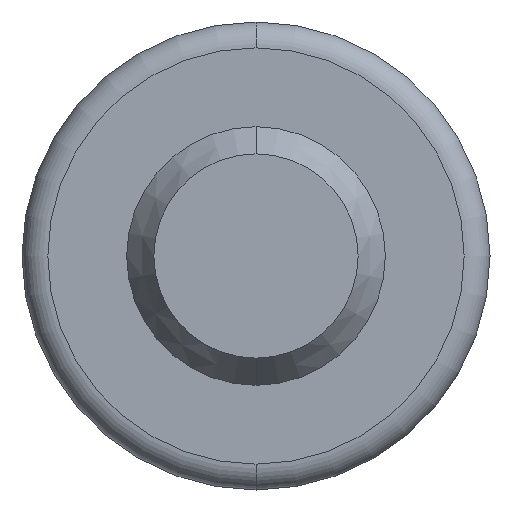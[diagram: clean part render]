
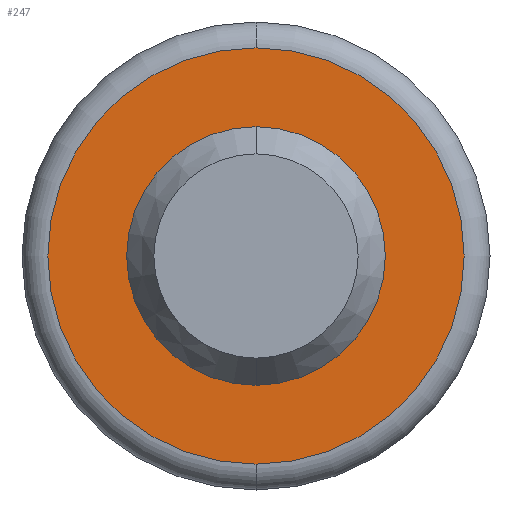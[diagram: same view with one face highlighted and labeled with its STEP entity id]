
A CAD part, front view. The second image highlights one B-rep face of the part: STEP entity #247.
In plain terms, the highlighted planar face has unit normal (0, -1, 0).
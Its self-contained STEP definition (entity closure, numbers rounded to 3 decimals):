
#63 = ORIENTED_EDGE ( 'NONE', *, *, #526, .F. ) ;
#103 = DIRECTION ( 'NONE',  ( 0., 1., 0. ) ) ;
#159 = ORIENTED_EDGE ( 'NONE', *, *, #217, .T. ) ;
#160 = CIRCLE ( 'NONE', #394, 1.61 ) ;
#193 = CARTESIAN_POINT ( 'NONE',  ( 0., 0., 0. ) ) ;
#202 = CARTESIAN_POINT ( 'NONE',  ( 0., 0., 0. ) ) ;
#217 = EDGE_CURVE ( 'NONE', #1380, #846, #160, .T. ) ;
#237 = FACE_OUTER_BOUND ( 'NONE', #465, .T. ) ;
#247 = ADVANCED_FACE ( 'NONE', ( #237, #1105 ), #571, .F. ) ;
#273 = CIRCLE ( 'NONE', #321, 1.61 ) ;
#321 = AXIS2_PLACEMENT_3D ( 'NONE', #1266, #800, #1240 ) ;
#350 = DIRECTION ( 'NONE',  ( 0., 0., -1. ) ) ;
#394 = AXIS2_PLACEMENT_3D ( 'NONE', #202, #1074, #1083 ) ;
#446 = DIRECTION ( 'NONE',  ( 0., -1., 0. ) ) ;
#456 = AXIS2_PLACEMENT_3D ( 'NONE', #1133, #103, #995 ) ;
#465 = EDGE_LOOP ( 'NONE', ( #159, #471 ) ) ;
#469 = VERTEX_POINT ( 'NONE', #787 ) ;
#471 = ORIENTED_EDGE ( 'NONE', *, *, #1028, .T. ) ;
#505 = CARTESIAN_POINT ( 'NONE',  ( 0., 0., 1. ) ) ;
#516 = CARTESIAN_POINT ( 'NONE',  ( 0., 0., 1.61 ) ) ;
#526 = EDGE_CURVE ( 'NONE', #1280, #469, #899, .T. ) ;
#571 = PLANE ( 'NONE',  #456 ) ;
#701 = AXIS2_PLACEMENT_3D ( 'NONE', #193, #860, #976 ) ;
#787 = CARTESIAN_POINT ( 'NONE',  ( 0., 0., -1. ) ) ;
#800 = DIRECTION ( 'NONE',  ( 0., -1., 0. ) ) ;
#846 = VERTEX_POINT ( 'NONE', #979 ) ;
#860 = DIRECTION ( 'NONE',  ( 0., -1., 0. ) ) ;
#899 = CIRCLE ( 'NONE', #1344, 1. ) ;
#976 = DIRECTION ( 'NONE',  ( 0., 0., -1. ) ) ;
#979 = CARTESIAN_POINT ( 'NONE',  ( 0., 0., -1.61 ) ) ;
#995 = DIRECTION ( 'NONE',  ( 0., 0., 1. ) ) ;
#1027 = EDGE_LOOP ( 'NONE', ( #63, #1452 ) ) ;
#1028 = EDGE_CURVE ( 'NONE', #846, #1380, #273, .T. ) ;
#1074 = DIRECTION ( 'NONE',  ( 0., -1., 0. ) ) ;
#1083 = DIRECTION ( 'NONE',  ( 0., 0., 1. ) ) ;
#1105 = FACE_BOUND ( 'NONE', #1027, .T. ) ;
#1133 = CARTESIAN_POINT ( 'NONE',  ( 0., 0., 0. ) ) ;
#1240 = DIRECTION ( 'NONE',  ( 0., 0., 1. ) ) ;
#1266 = CARTESIAN_POINT ( 'NONE',  ( 0., 0., 0. ) ) ;
#1280 = VERTEX_POINT ( 'NONE', #505 ) ;
#1323 = CIRCLE ( 'NONE', #701, 1. ) ;
#1344 = AXIS2_PLACEMENT_3D ( 'NONE', #1450, #446, #350 ) ;
#1380 = VERTEX_POINT ( 'NONE', #516 ) ;
#1398 = EDGE_CURVE ( 'NONE', #469, #1280, #1323, .T. ) ;
#1450 = CARTESIAN_POINT ( 'NONE',  ( 0., 0., 0. ) ) ;
#1452 = ORIENTED_EDGE ( 'NONE', *, *, #1398, .F. ) ;
